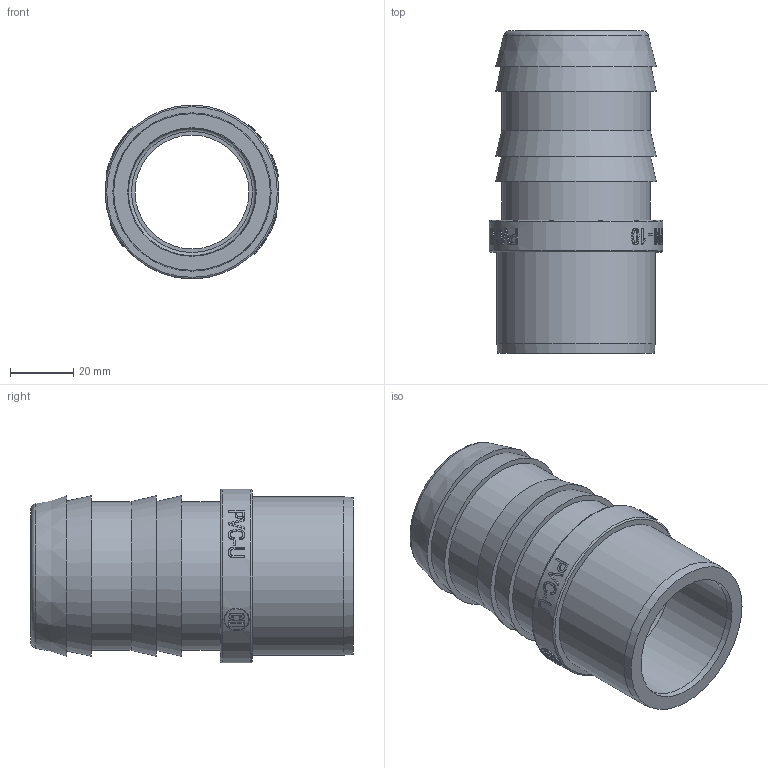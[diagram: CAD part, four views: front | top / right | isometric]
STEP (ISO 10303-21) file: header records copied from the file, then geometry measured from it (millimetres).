
FILE_DESCRIPTION( ( 'Unknown' ), '1' );
FILE_NAME( 'Espiga ø 50-50_Rev.1.stp', 'Unknown', ( 'Unknown' ), ( 'Unknown' ), 'PSStep 16.0.42', 'Unknown', ' ' );
FILE_SCHEMA( ( 'AUTOMOTIVE_DESIGN { 1 0 10303 214 1 1 1 1 }' ) );
Length unit declared in the file: millimetre
Products named in the file (1): 1
Bounding box: 55 x 102 x 55 mm (x, y, z)
Volume: 84359.6 mm3; surface area: 31400.8 mm2
Topology: 1 solids, 1 shells, 223 faces, 566 edges, 376 vertices
Faces by surface type: plane 101, extrusion 71, cylinder 41, cone 6, torus 4
Full cylindrical faces by diameter (mm): 7.68 x1, 8 x1, 36 x1, 40.3 x1, 47.1 x2, 50.1 x1, 55 x1
Entity records: 10299 total; most frequent: CARTESIAN_POINT 3379, ORIENTED_EDGE 1090, DIRECTION 893, EDGE_CURVE 545, VERTEX_POINT 373, VECTOR 317, AXIS2_PLACEMENT_3D 288, EDGE_LOOP 274
